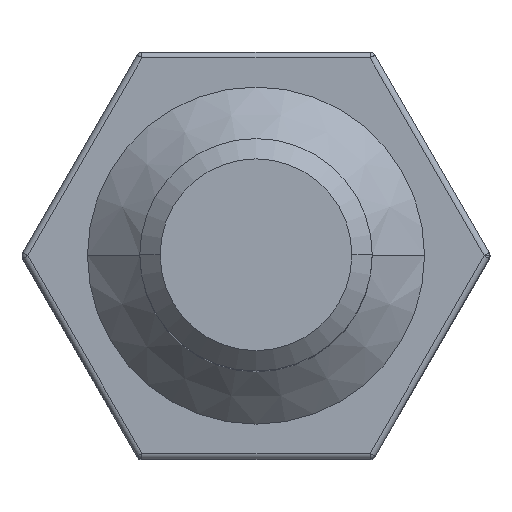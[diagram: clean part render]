
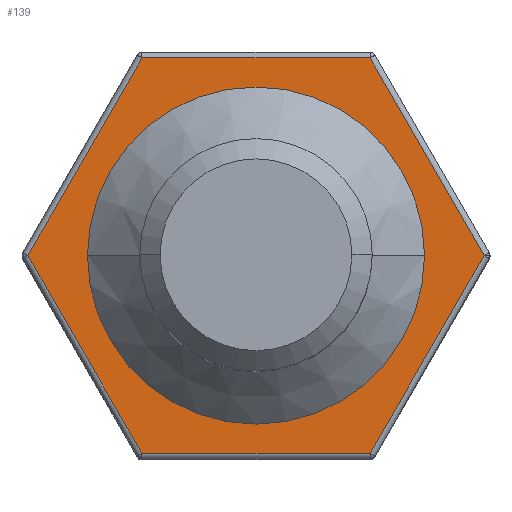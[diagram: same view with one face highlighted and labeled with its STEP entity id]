
A CAD part, top view. The second image highlights one B-rep face of the part: STEP entity #139.
In plain terms, the highlighted planar face has unit normal (0, 0, 1).
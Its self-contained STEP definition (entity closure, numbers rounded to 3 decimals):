
#2 = LINE ( 'NONE', #1407, #306 ) ;
#33 = EDGE_CURVE ( 'NONE', #397, #69, #461, .T. ) ;
#35 = EDGE_CURVE ( 'NONE', #1311, #126, #900, .T. ) ;
#37 = EDGE_CURVE ( 'NONE', #126, #1052, #1354, .T. ) ;
#38 = EDGE_CURVE ( 'NONE', #1052, #110, #1110, .T. ) ;
#45 = EDGE_CURVE ( 'NONE', #110, #103, #986, .T. ) ;
#50 = ORIENTED_EDGE ( 'NONE', *, *, #35, .T. ) ;
#52 = EDGE_CURVE ( 'NONE', #103, #860, #2, .T. ) ;
#68 = EDGE_CURVE ( 'NONE', #860, #1311, #1324, .T. ) ;
#69 = VERTEX_POINT ( 'NONE', #643 ) ;
#97 = DIRECTION ( 'NONE',  ( -1., 0., 0. ) ) ;
#100 = DIRECTION ( 'NONE',  ( 1., 0., 0. ) ) ;
#101 = DIRECTION ( 'NONE',  ( 0.5, 0.866, 0. ) ) ;
#103 = VERTEX_POINT ( 'NONE', #850 ) ;
#110 = VERTEX_POINT ( 'NONE', #1417 ) ;
#115 = DIRECTION ( 'NONE',  ( -1., 0., 0. ) ) ;
#126 = VERTEX_POINT ( 'NONE', #1313 ) ;
#139 = ADVANCED_FACE ( 'NONE', ( #1209, #1065 ), #748, .F. ) ;
#186 = DIRECTION ( 'NONE',  ( -0.5, -0.866, 0. ) ) ;
#244 = EDGE_LOOP ( 'NONE', ( #50, #1426, #1148, #1329, #920, #904 ) ) ;
#289 = CARTESIAN_POINT ( 'NONE',  ( -1.963, 3.4, 0. ) ) ;
#306 = VECTOR ( 'NONE', #100, 1000. ) ;
#346 = CARTESIAN_POINT ( 'NONE',  ( 0., 0., 0. ) ) ;
#397 = VERTEX_POINT ( 'NONE', #1203 ) ;
#401 = CARTESIAN_POINT ( 'NONE',  ( -3.955, -0.05, 0. ) ) ;
#413 = ORIENTED_EDGE ( 'NONE', *, *, #1419, .T. ) ;
#439 = CARTESIAN_POINT ( 'NONE',  ( 1.934, 3.45, 0. ) ) ;
#460 = DIRECTION ( 'NONE',  ( -1., 0., 0. ) ) ;
#461 = CIRCLE ( 'NONE', #907, 2.9 ) ;
#563 = CIRCLE ( 'NONE', #1195, 2.9 ) ;
#574 = DIRECTION ( 'NONE',  ( 0., 0., -1. ) ) ;
#641 = DIRECTION ( 'NONE',  ( 0.5, -0.866, 0. ) ) ;
#643 = CARTESIAN_POINT ( 'NONE',  ( -2.9, 0., 0. ) ) ;
#653 = CARTESIAN_POINT ( 'NONE',  ( -4.041, 0., 0. ) ) ;
#713 = CARTESIAN_POINT ( 'NONE',  ( -4.041, 3.4, 0. ) ) ;
#739 = CARTESIAN_POINT ( 'NONE',  ( 1.934, -3.45, 0. ) ) ;
#748 = PLANE ( 'NONE',  #842 ) ;
#842 = AXIS2_PLACEMENT_3D ( 'NONE', #653, #980, #115 ) ;
#850 = CARTESIAN_POINT ( 'NONE',  ( -1.963, -3.4, 0. ) ) ;
#860 = VERTEX_POINT ( 'NONE', #933 ) ;
#874 = CARTESIAN_POINT ( 'NONE',  ( 3.926, 0., 0. ) ) ;
#900 = LINE ( 'NONE', #439, #1369 ) ;
#904 = ORIENTED_EDGE ( 'NONE', *, *, #68, .T. ) ;
#907 = AXIS2_PLACEMENT_3D ( 'NONE', #1097, #574, #991 ) ;
#920 = ORIENTED_EDGE ( 'NONE', *, *, #52, .T. ) ;
#933 = CARTESIAN_POINT ( 'NONE',  ( 1.963, -3.4, 0. ) ) ;
#948 = EDGE_LOOP ( 'NONE', ( #413, #1377 ) ) ;
#980 = DIRECTION ( 'NONE',  ( 0., 0., -1. ) ) ;
#982 = VECTOR ( 'NONE', #641, 1000. ) ;
#986 = LINE ( 'NONE', #1306, #982 ) ;
#991 = DIRECTION ( 'NONE',  ( -1., 0., 0. ) ) ;
#1052 = VERTEX_POINT ( 'NONE', #289 ) ;
#1065 = FACE_BOUND ( 'NONE', #948, .T. ) ;
#1097 = CARTESIAN_POINT ( 'NONE',  ( 0., 0., 0. ) ) ;
#1099 = VECTOR ( 'NONE', #101, 1000. ) ;
#1110 = LINE ( 'NONE', #401, #1334 ) ;
#1122 = DIRECTION ( 'NONE',  ( 0., 0., -1. ) ) ;
#1148 = ORIENTED_EDGE ( 'NONE', *, *, #38, .T. ) ;
#1150 = VECTOR ( 'NONE', #97, 1000. ) ;
#1171 = DIRECTION ( 'NONE',  ( -0.5, 0.866, 0. ) ) ;
#1195 = AXIS2_PLACEMENT_3D ( 'NONE', #346, #1122, #460 ) ;
#1203 = CARTESIAN_POINT ( 'NONE',  ( 2.9, 0., 0. ) ) ;
#1209 = FACE_OUTER_BOUND ( 'NONE', #244, .T. ) ;
#1306 = CARTESIAN_POINT ( 'NONE',  ( -3.955, 0.05, 0. ) ) ;
#1311 = VERTEX_POINT ( 'NONE', #874 ) ;
#1313 = CARTESIAN_POINT ( 'NONE',  ( 1.963, 3.4, 0. ) ) ;
#1324 = LINE ( 'NONE', #739, #1099 ) ;
#1329 = ORIENTED_EDGE ( 'NONE', *, *, #45, .T. ) ;
#1334 = VECTOR ( 'NONE', #186, 1000. ) ;
#1354 = LINE ( 'NONE', #713, #1150 ) ;
#1369 = VECTOR ( 'NONE', #1171, 1000. ) ;
#1377 = ORIENTED_EDGE ( 'NONE', *, *, #33, .T. ) ;
#1407 = CARTESIAN_POINT ( 'NONE',  ( -4.041, -3.4, 0. ) ) ;
#1417 = CARTESIAN_POINT ( 'NONE',  ( -3.926, 0., 0. ) ) ;
#1419 = EDGE_CURVE ( 'NONE', #69, #397, #563, .T. ) ;
#1426 = ORIENTED_EDGE ( 'NONE', *, *, #37, .T. ) ;
